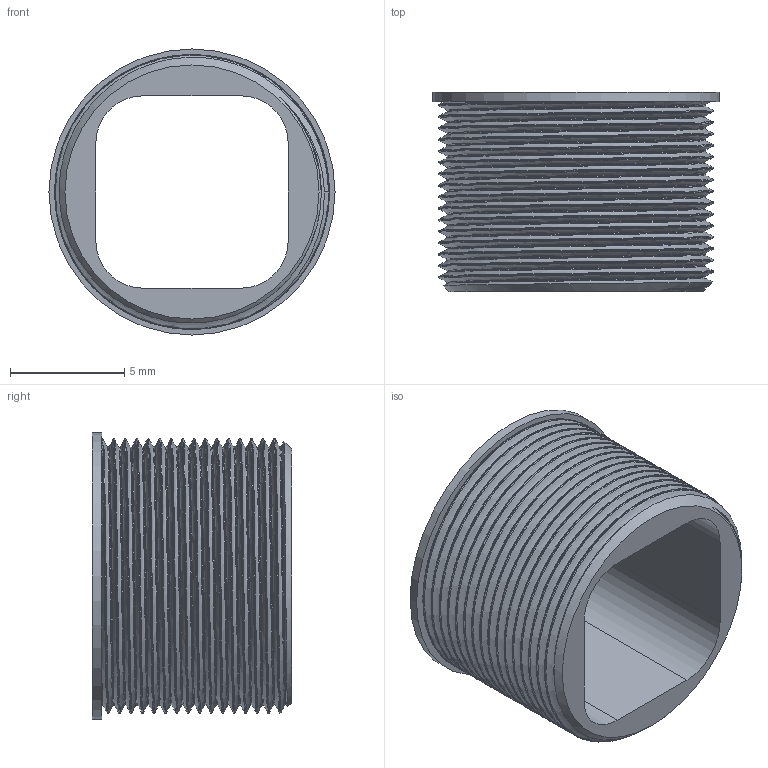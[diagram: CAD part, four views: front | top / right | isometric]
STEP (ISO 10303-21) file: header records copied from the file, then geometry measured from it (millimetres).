
FILE_DESCRIPTION(/* description */ (''),/* implementation_level */ '2;1');
FILE_NAME(/* name */ 'adaptor_camera_mk1.stp',/* time_stamp */ '2022-12-09T19:14:31+01:00',/* author */ ('Rik Ubaghs'),/* organization */ (''),/* preprocessor_version */ 'ST-DEVELOPER v18.1',/* originating_system */ 'Autodesk Inventor 2021',/* authorisation */ '');
FILE_SCHEMA (('AUTOMOTIVE_DESIGN { 1 0 10303 214 3 1 1 }'));
Length unit declared in the file: millimetre
Products named in the file (1): adaptor_camera_mk1
Bounding box: 12.5 x 8.7 x 12.5 mm (x, y, z)
Volume: 347.8 mm3; surface area: 936.7 mm2
Topology: 1 solids, 1 shells, 37 faces, 201 edges, 167 vertices
Faces by surface type: cylinder 22, plane 7, bspline 6, cone 2
Full cylindrical faces by diameter (mm): 12 x15, 12.5 x1
Entity records: 23612 total; most frequent: CARTESIAN_POINT 22182, ORIENTED_EDGE 402, EDGE_CURVE 201, VERTEX_POINT 167, B_SPLINE_CURVE_WITH_KNOTS 153, DIRECTION 125, AXIS2_PLACEMENT_3D 45, EDGE_LOOP 40
